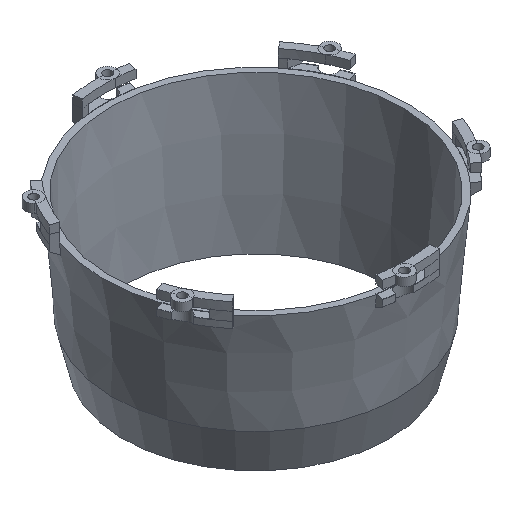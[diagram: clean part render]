
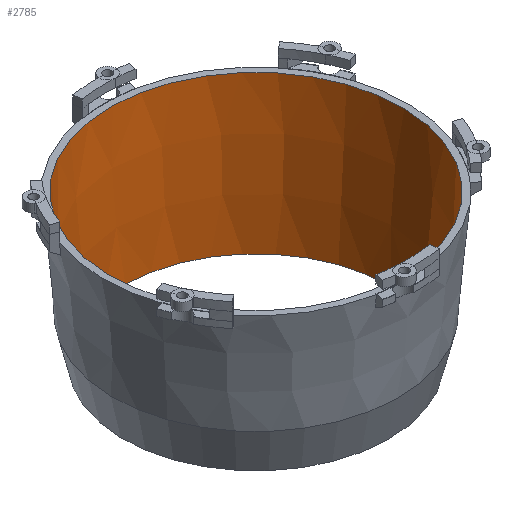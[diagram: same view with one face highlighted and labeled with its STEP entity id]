
A CAD part, isometric view. The second image highlights one B-rep face of the part: STEP entity #2785.
In plain terms, the highlighted conical face has half-angle 5 degrees and reference radius 35 mm.
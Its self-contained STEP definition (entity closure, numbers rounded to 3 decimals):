
#1300 = EDGE_CURVE('',#1301,#1301,#1303,.T.);
#1301 = VERTEX_POINT('',#1302);
#1302 = CARTESIAN_POINT('',(0.,35.,0.));
#1303 = CIRCLE('',#1304,35.);
#1304 = AXIS2_PLACEMENT_3D('',#1305,#1306,#1307);
#1305 = CARTESIAN_POINT('',(0.,0.,
    0.));
#1306 = DIRECTION('',(0.,0.,-1.));
#1307 = DIRECTION('',(0.,1.,0.));
#1412 = EDGE_CURVE('',#1413,#1413,#1415,.T.);
#1413 = VERTEX_POINT('',#1414);
#1414 = CARTESIAN_POINT('',(0.,31.894,-35.5));
#1415 = CIRCLE('',#1416,31.894);
#1416 = AXIS2_PLACEMENT_3D('',#1417,#1418,#1419);
#1417 = CARTESIAN_POINT('',(0.,0.,-35.5
    ));
#1418 = DIRECTION('',(0.,0.,-1.));
#1419 = DIRECTION('',(0.,1.,0.));
#2785 = ADVANCED_FACE('',(#2786),#2797,.F.);
#2786 = FACE_BOUND('',#2787,.F.);
#2787 = EDGE_LOOP('',(#2788,#2789,#2795,#2796));
#2788 = ORIENTED_EDGE('',*,*,#1300,.T.);
#2789 = ORIENTED_EDGE('',*,*,#2790,.T.);
#2790 = EDGE_CURVE('',#1301,#1413,#2791,.T.);
#2791 = LINE('',#2792,#2793);
#2792 = CARTESIAN_POINT('',(0.,35.,0.));
#2793 = VECTOR('',#2794,1.);
#2794 = DIRECTION('',(0.,-0.087,
    -0.996));
#2795 = ORIENTED_EDGE('',*,*,#1412,.F.);
#2796 = ORIENTED_EDGE('',*,*,#2790,.F.);
#2797 = CONICAL_SURFACE('',#2798,35.,0.087);
#2798 = AXIS2_PLACEMENT_3D('',#2799,#2800,#2801);
#2799 = CARTESIAN_POINT('',(0.,0.,
    0.));
#2800 = DIRECTION('',(0.,0.,1.));
#2801 = DIRECTION('',(0.,1.,0.));
